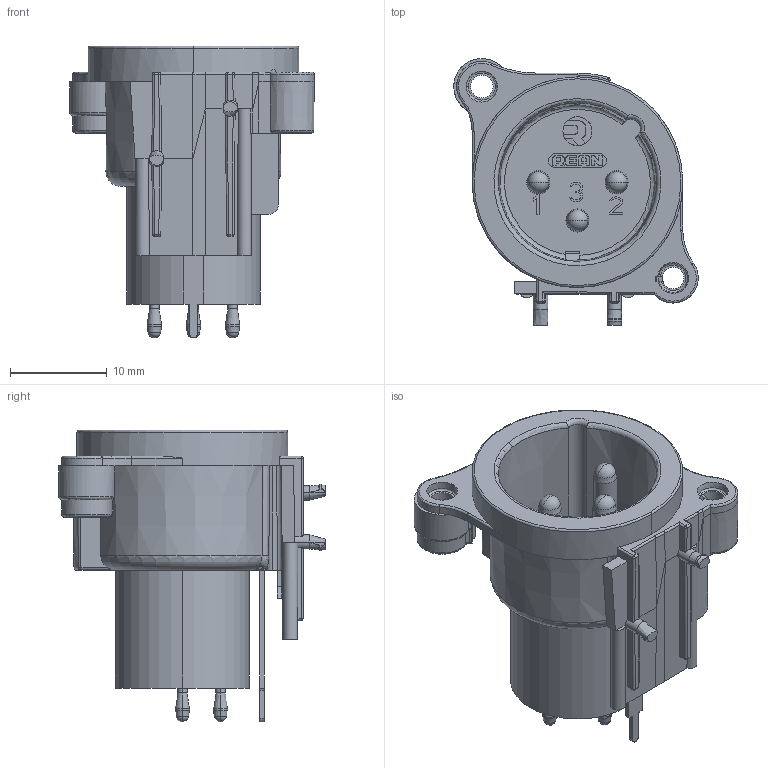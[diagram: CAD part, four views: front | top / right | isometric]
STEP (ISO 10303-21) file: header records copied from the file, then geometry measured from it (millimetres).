
FILE_DESCRIPTION((''),'2;1');
FILE_NAME('RRX3M-AA-003','2024-04-29T10:51:47',('summer.xia'),(''),'CREO PARAMETRIC BY PTC INC, 2023424','CREO PARAMETRIC BY PTC INC, 2023424','');
FILE_SCHEMA(('AP242_MANAGED_MODEL_BASED_3D_ENGINEERING_MIM_LF { 1 0 10303 442 1 1 4 }'));
Length unit declared in the file: millimetre
Products named in the file (1): RRX3M-AA-003
Bounding box: 25.3 x 27.6 x 30.2 mm (x, y, z)
Volume: 4341.1 mm3; surface area: 4192.8 mm2
Topology: 1 solids, 1 shells, 496 faces, 1376 edges, 895 vertices
Faces by surface type: plane 264, cylinder 105, cone 33, torus 26, bspline 25, sphere 22, extrusion 21
Entity records: 18073 total; most frequent: CARTESIAN_POINT 4841, ORIENTED_EDGE 2680, DIRECTION 2382, EDGE_CURVE 1340, VERTEX_POINT 867, VECTOR 844, LINE 823, AXIS2_PLACEMENT_3D 769
